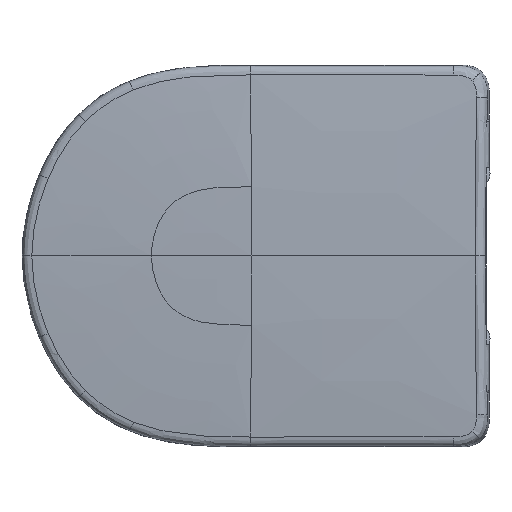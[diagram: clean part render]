
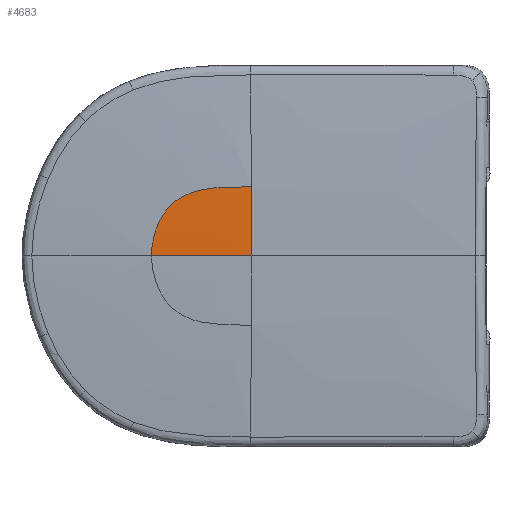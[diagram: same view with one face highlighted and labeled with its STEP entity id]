
A CAD part, top view. The second image highlights one B-rep face of the part: STEP entity #4683.
In plain terms, the highlighted free-form (B-spline) face has degree [3, 3] with [4, 4] control points.
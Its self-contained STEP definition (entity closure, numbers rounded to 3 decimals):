
#1176=B_SPLINE_SURFACE_WITH_KNOTS('',3,3,((#60263,#60264,#60265,#60266),
(#60267,#60268,#60269,#60270),(#60271,#60272,#60273,#60274),(#60275,#60276,
#60277,#60278)),.UNSPECIFIED.,.F.,.F.,.F.,(4,4),(4,4),(0.,1.),(0.,1.),
 .UNSPECIFIED.);
#2414=B_SPLINE_CURVE_WITH_KNOTS('',3,(#60156,#60157,#60158,#60159,#60160,
#60161,#60162,#60163,#60164,#60165,#60166,#60167,#60168,#60169,#60170,#60171,
#60172,#60173,#60174,#60175,#60176,#60177,#60178,#60179,#60180,#60181,#60182,
#60183,#60184,#60185,#60186,#60187,#60188,#60189,#60190,#60191,#60192,#60193,
#60194,#60195,#60196,#60197,#60198,#60199,#60200,#60201,#60202,#60203,#60204,
#60205,#60206,#60207,#60208,#60209,#60210,#60211,#60212,#60213,#60214,#60215,
#60216,#60217,#60218,#60219,#60220,#60221,#60222,#60223,#60224,#60225,#60226,
#60227,#60228,#60229),.UNSPECIFIED.,.F.,.F.,(4,2,2,2,1,1,2,2,2,2,1,2,2,
2,2,2,2,2,2,2,2,2,2,1,2,2,2,1,1,2,2,2,1,1,2,2,2,2,2,2,4),(0.,0.031,
0.047,0.055,0.059,0.061,
0.062,0.063,0.094,0.109,
0.117,0.121,0.125,0.156,
0.172,0.188,0.25,0.313,
0.344,0.359,0.375,0.438,
0.469,0.484,0.492,0.5,
0.563,0.594,0.609,0.617,0.625,
0.688,0.719,0.734,0.742,
0.75,0.813,0.844,0.859,
0.875,1.),.UNSPECIFIED.);
#2415=B_SPLINE_CURVE_WITH_KNOTS('',3,(#60254,#60255,#60256,#60257),
 .UNSPECIFIED.,.F.,.F.,(4,4),(0.,1.),.UNSPECIFIED.);
#2416=B_SPLINE_CURVE_WITH_KNOTS('',3,(#60259,#60260,#60261,#60262),
 .UNSPECIFIED.,.F.,.F.,(4,4),(0.,1.),.UNSPECIFIED.);
#4683=ADVANCED_FACE('NONE',(#5261),#1176,.T.);
#5261=FACE_OUTER_BOUND('',#5800,.T.);
#5800=EDGE_LOOP('',(#8128,#8129,#8130));
#8128=ORIENTED_EDGE('',*,*,#17323,.T.);
#8129=ORIENTED_EDGE('',*,*,#17324,.F.);
#8130=ORIENTED_EDGE('',*,*,#17322,.T.);
#13839=VERTEX_POINT('',#60150);
#13840=VERTEX_POINT('',#60155);
#13841=VERTEX_POINT('',#60258);
#17322=EDGE_CURVE('NONE',#13839,#13840,#2414,.T.);
#17323=EDGE_CURVE('',#13840,#13841,#2415,.T.);
#17324=EDGE_CURVE('NONE',#13839,#13841,#2416,.T.);
#60150=CARTESIAN_POINT('',(-243.842,75.47,24.041));
#60155=CARTESIAN_POINT('',(-352.898,0.,21.192));
#60156=CARTESIAN_POINT('',(-243.842,75.47,24.041));
#60157=CARTESIAN_POINT('',(-247.516,75.472,23.953));
#60158=CARTESIAN_POINT('',(-250.7,75.468,23.875));
#60159=CARTESIAN_POINT('',(-254.758,75.452,23.773));
#60160=CARTESIAN_POINT('',(-255.991,75.445,23.742));
#60161=CARTESIAN_POINT('',(-257.663,75.433,23.699));
#60162=CARTESIAN_POINT('',(-258.19,75.428,23.685));
#60163=CARTESIAN_POINT('',(-258.938,75.421,23.666));
#60164=CARTESIAN_POINT('',(-259.3,75.417,23.657));
#60165=CARTESIAN_POINT('',(-259.704,75.412,23.646));
#60166=CARTESIAN_POINT('',(-259.873,75.41,23.642));
#60167=CARTESIAN_POINT('',(-259.984,75.409,23.639));
#60168=CARTESIAN_POINT('',(-260.008,75.409,23.639));
#60169=CARTESIAN_POINT('',(-262.862,75.371,23.565));
#60170=CARTESIAN_POINT('',(-265.464,75.316,23.496));
#60171=CARTESIAN_POINT('',(-269.123,75.203,23.398));
#60172=CARTESIAN_POINT('',(-270.302,75.16,23.366));
#60173=CARTESIAN_POINT('',(-272.01,75.089,23.32));
#60174=CARTESIAN_POINT('',(-272.85,75.051,23.297));
#60175=CARTESIAN_POINT('',(-273.666,75.011,23.275));
#60176=CARTESIAN_POINT('',(-274.206,74.984,23.26));
#60177=CARTESIAN_POINT('',(-274.44,74.971,23.254));
#60178=CARTESIAN_POINT('',(-277.119,74.826,23.181));
#60179=CARTESIAN_POINT('',(-279.399,74.668,23.117));
#60180=CARTESIAN_POINT('',(-282.67,74.386,23.026));
#60181=CARTESIAN_POINT('',(-283.736,74.285,22.997));
#60182=CARTESIAN_POINT('',(-285.818,74.068,22.938));
#60183=CARTESIAN_POINT('',(-286.786,73.958,22.911));
#60184=CARTESIAN_POINT('',(-291.983,73.312,22.765));
#60185=CARTESIAN_POINT('',(-295.833,72.655,22.655));
#60186=CARTESIAN_POINT('',(-303.018,71.038,22.451));
#60187=CARTESIAN_POINT('',(-306.397,70.066,22.355));
#60188=CARTESIAN_POINT('',(-311.153,68.361,22.222));
#60189=CARTESIAN_POINT('',(-312.686,67.752,22.179));
#60190=CARTESIAN_POINT('',(-314.909,66.776,22.117));
#60191=CARTESIAN_POINT('',(-315.638,66.441,22.097));
#60192=CARTESIAN_POINT('',(-317.069,65.749,22.057));
#60193=CARTESIAN_POINT('',(-317.799,65.379,22.037));
#60194=CARTESIAN_POINT('',(-321.11,63.621,21.946));
#60195=CARTESIAN_POINT('',(-323.603,62.05,21.879));
#60196=CARTESIAN_POINT('',(-327.114,59.448,21.787));
#60197=CARTESIAN_POINT('',(-328.246,58.539,21.757));
#60198=CARTESIAN_POINT('',(-329.888,57.114,21.715));
#60199=CARTESIAN_POINT('',(-330.694,56.386,21.695));
#60200=CARTESIAN_POINT('',(-331.48,55.636,21.675));
#60201=CARTESIAN_POINT('',(-331.999,55.13,21.662));
#60202=CARTESIAN_POINT('',(-332.277,54.854,21.655));
#60203=CARTESIAN_POINT('',(-334.386,52.719,21.602));
#60204=CARTESIAN_POINT('',(-336.137,50.682,21.559));
#60205=CARTESIAN_POINT('',(-338.581,47.419,21.501));
#60206=CARTESIAN_POINT('',(-339.758,45.736,21.474));
#60207=CARTESIAN_POINT('',(-341.052,43.681,21.444));
#60208=CARTESIAN_POINT('',(-341.59,42.781,21.432));
#60209=CARTESIAN_POINT('',(-341.944,42.177,21.424));
#60210=CARTESIAN_POINT('',(-342.138,41.841,21.419));
#60211=CARTESIAN_POINT('',(-343.541,39.365,21.388));
#60212=CARTESIAN_POINT('',(-344.683,37.071,21.363));
#60213=CARTESIAN_POINT('',(-346.241,33.492,21.33));
#60214=CARTESIAN_POINT('',(-346.981,31.668,21.314));
#60215=CARTESIAN_POINT('',(-347.777,29.479,21.298));
#60216=CARTESIAN_POINT('',(-348.104,28.528,21.291));
#60217=CARTESIAN_POINT('',(-348.318,27.892,21.286));
#60218=CARTESIAN_POINT('',(-348.435,27.538,21.284));
#60219=CARTESIAN_POINT('',(-349.274,24.949,21.266));
#60220=CARTESIAN_POINT('',(-349.926,22.616,21.253));
#60221=CARTESIAN_POINT('',(-350.763,19.068,21.236));
#60222=CARTESIAN_POINT('',(-351.018,17.878,21.231));
#60223=CARTESIAN_POINT('',(-351.367,16.081,21.224));
#60224=CARTESIAN_POINT('',(-351.477,15.479,21.221));
#60225=CARTESIAN_POINT('',(-351.687,14.273,21.217));
#60226=CARTESIAN_POINT('',(-351.793,13.616,21.215));
#60227=CARTESIAN_POINT('',(-352.559,8.621,21.199));
#60228=CARTESIAN_POINT('',(-352.898,4.266,21.191));
#60229=CARTESIAN_POINT('',(-352.898,0.,21.191));
#60254=CARTESIAN_POINT('',(-352.898,0.,21.191));
#60255=CARTESIAN_POINT('',(-318.412,0.,22.769));
#60256=CARTESIAN_POINT('',(-281.896,0.,23.995));
#60257=CARTESIAN_POINT('',(-243.355,0.,24.942));
#60258=CARTESIAN_POINT('',(-243.355,0.,24.942));
#60259=CARTESIAN_POINT('',(-243.842,75.47,24.041));
#60260=CARTESIAN_POINT('',(-243.565,50.239,24.661));
#60261=CARTESIAN_POINT('',(-243.355,24.697,24.942));
#60262=CARTESIAN_POINT('',(-243.355,0.,24.942));
#60263=CARTESIAN_POINT('',(-243.355,0.,24.942));
#60264=CARTESIAN_POINT('',(-282.128,0.,23.989));
#60265=CARTESIAN_POINT('',(-318.85,0.,22.755));
#60266=CARTESIAN_POINT('',(-353.518,0.,21.163));
#60267=CARTESIAN_POINT('',(-243.355,24.846,24.942));
#60268=CARTESIAN_POINT('',(-282.128,24.855,23.989));
#60269=CARTESIAN_POINT('',(-318.85,24.865,22.755));
#60270=CARTESIAN_POINT('',(-353.518,25.181,21.163));
#60271=CARTESIAN_POINT('',(-243.568,50.546,24.657));
#60272=CARTESIAN_POINT('',(-282.367,50.562,23.714));
#60273=CARTESIAN_POINT('',(-319.11,50.579,22.477));
#60274=CARTESIAN_POINT('',(-353.795,50.673,20.869));
#60275=CARTESIAN_POINT('',(-243.847,75.924,24.03));
#60276=CARTESIAN_POINT('',(-282.681,75.945,23.106));
#60277=CARTESIAN_POINT('',(-319.451,75.966,21.908));
#60278=CARTESIAN_POINT('',(-354.157,76.004,20.328));
